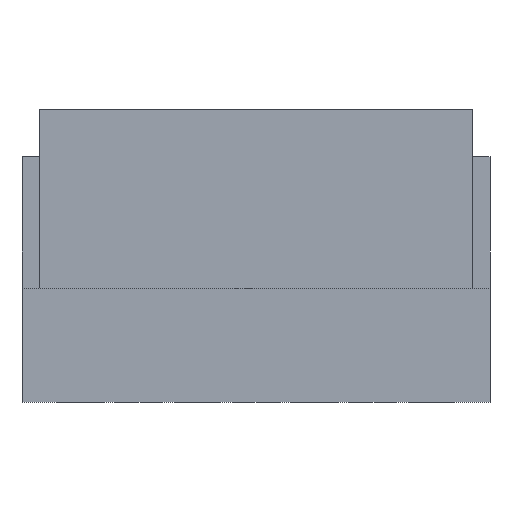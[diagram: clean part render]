
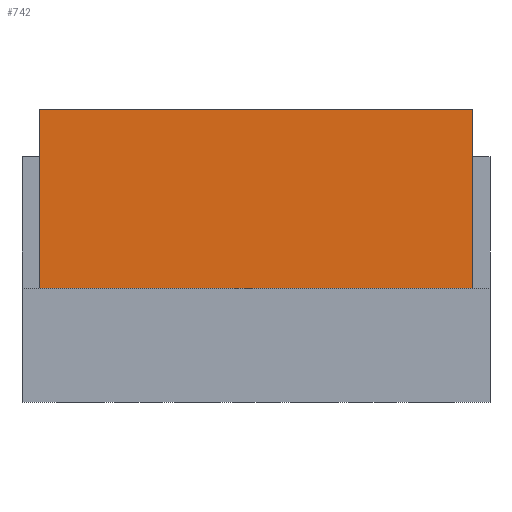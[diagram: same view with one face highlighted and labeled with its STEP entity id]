
A CAD part, front view. The second image highlights one B-rep face of the part: STEP entity #742.
In plain terms, the highlighted planar face has unit normal (0, -1, 0).
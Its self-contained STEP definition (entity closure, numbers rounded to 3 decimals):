
#734 = VERTEX_POINT ( 'NONE', #1892 ) ;
#736 = EDGE_CURVE ( 'NONE', #737, #734, #1891, .T. ) ;
#737 = VERTEX_POINT ( 'NONE', #1886 ) ;
#742 = ADVANCED_FACE ( 'NONE', ( #1876 ), #1952, .F. ) ;
#745 = EDGE_LOOP ( 'NONE', ( #747, #805, #810, #813 ) ) ;
#747 = ORIENTED_EDGE ( 'NONE', *, *, #736, .T. ) ;
#805 = ORIENTED_EDGE ( 'NONE', *, *, #807, .T. ) ;
#807 = EDGE_CURVE ( 'NONE', #734, #808, #1963, .T. ) ;
#808 = VERTEX_POINT ( 'NONE', #1956 ) ;
#810 = ORIENTED_EDGE ( 'NONE', *, *, #811, .F. ) ;
#811 = EDGE_CURVE ( 'NONE', #812, #808, #2017, .T. ) ;
#812 = VERTEX_POINT ( 'NONE', #2013 ) ;
#813 = ORIENTED_EDGE ( 'NONE', *, *, #815, .F. ) ;
#815 = EDGE_CURVE ( 'NONE', #737, #812, #2011, .T. ) ;
#1876 = FACE_OUTER_BOUND ( 'NONE', #745, .T. ) ;
#1886 = CARTESIAN_POINT ( 'NONE',  ( 3.7, -3.55, 3.9 ) ) ;
#1888 = DIRECTION ( 'NONE',  ( -1., 0., 0. ) ) ;
#1889 = VECTOR ( 'NONE', #1888, 1000. ) ;
#1890 = CARTESIAN_POINT ( 'NONE',  ( 4., -3.55, 3.9 ) ) ;
#1891 = LINE ( 'NONE', #1890, #1889 ) ;
#1892 = CARTESIAN_POINT ( 'NONE',  ( -3.7, -3.55, 3.9 ) ) ;
#1946 = DIRECTION ( 'NONE',  ( 0., 0., 1. ) ) ;
#1947 = DIRECTION ( 'NONE',  ( 0., 1., 0. ) ) ;
#1948 = CARTESIAN_POINT ( 'NONE',  ( 4., -3.55, 0.85 ) ) ;
#1950 = AXIS2_PLACEMENT_3D ( 'NONE', #1948, #1947, #1946 ) ;
#1952 = PLANE ( 'NONE',  #1950 ) ;
#1956 = CARTESIAN_POINT ( 'NONE',  ( -3.7, -3.55, 0.85 ) ) ;
#1959 = DIRECTION ( 'NONE',  ( 0., 0., -1. ) ) ;
#1961 = VECTOR ( 'NONE', #1959, 1000. ) ;
#1962 = CARTESIAN_POINT ( 'NONE',  ( -3.7, -3.55, 3.9 ) ) ;
#1963 = LINE ( 'NONE', #1962, #1961 ) ;
#2008 = DIRECTION ( 'NONE',  ( 0., 0., -1. ) ) ;
#2009 = VECTOR ( 'NONE', #2008, 1000. ) ;
#2010 = CARTESIAN_POINT ( 'NONE',  ( 3.7, -3.55, 3.9 ) ) ;
#2011 = LINE ( 'NONE', #2010, #2009 ) ;
#2013 = CARTESIAN_POINT ( 'NONE',  ( 3.7, -3.55, 0.85 ) ) ;
#2014 = DIRECTION ( 'NONE',  ( -1., 0., 0. ) ) ;
#2015 = VECTOR ( 'NONE', #2014, 1000. ) ;
#2016 = CARTESIAN_POINT ( 'NONE',  ( 4., -3.55, 0.85 ) ) ;
#2017 = LINE ( 'NONE', #2016, #2015 ) ;
